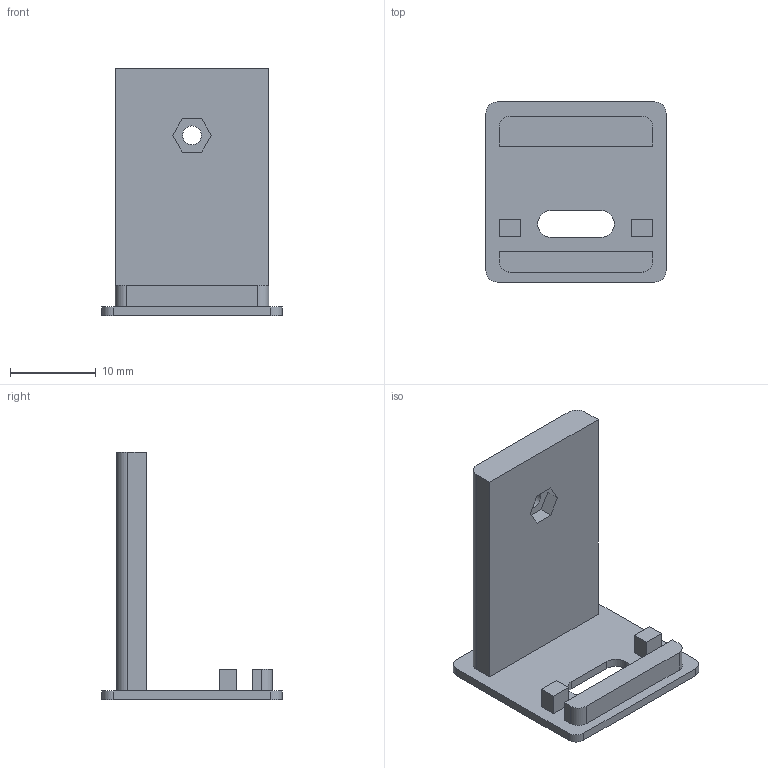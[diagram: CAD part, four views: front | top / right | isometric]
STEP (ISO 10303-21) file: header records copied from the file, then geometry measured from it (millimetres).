
FILE_DESCRIPTION (( 'STEP AP203' ), '1' );
FILE_NAME ('usb-eth-shell-back.STEP', '2025-09-05T11:12:34', ( '' ), ( '' ), 'SwSTEP 2.0', 'SolidWorks 2019', '' );
FILE_SCHEMA (( 'CONFIG_CONTROL_DESIGN' ));
Length unit declared in the file: millimetre
Products named in the file (1): usb-eth-shell-back
Bounding box: 21 x 21 x 28.8 mm (x, y, z)
Volume: 2235.1 mm3; surface area: 2259.7 mm2
Topology: 1 solids, 1 shells, 48 faces, 123 edges, 82 vertices
Faces by surface type: plane 35, cylinder 13
Entity records: 1538 total; most frequent: CARTESIAN_POINT 254, DIRECTION 247, ORIENTED_EDGE 246, EDGE_CURVE 123, VECTOR 97, LINE 97, VERTEX_POINT 82, AXIS2_PLACEMENT_3D 75
